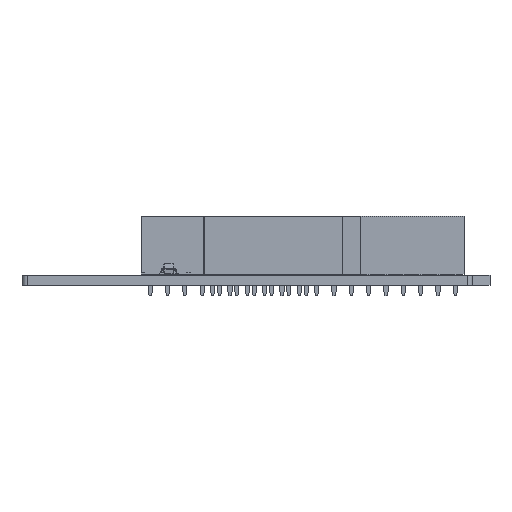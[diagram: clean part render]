
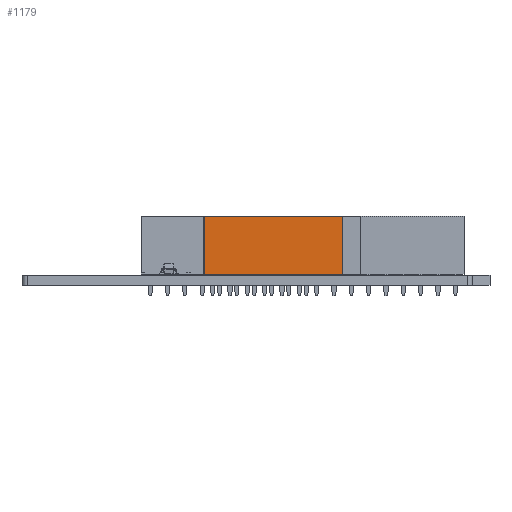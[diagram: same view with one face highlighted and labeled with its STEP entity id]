
A CAD part, front view. The second image highlights one B-rep face of the part: STEP entity #1179.
In plain terms, the highlighted face is planar.
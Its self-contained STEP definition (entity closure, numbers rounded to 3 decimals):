
#156 = VERTEX_POINT('',#157);
#157 = CARTESIAN_POINT('',(-1.27,-19.05,0.));
#165 = EDGE_CURVE('',#156,#166,#168,.T.);
#166 = VERTEX_POINT('',#167);
#167 = CARTESIAN_POINT('',(-1.27,-19.05,8.5));
#168 = LINE('',#169,#170);
#169 = CARTESIAN_POINT('',(-1.27,-19.05,0.));
#170 = VECTOR('',#171,1.);
#171 = DIRECTION('',(0.,0.,1.));
#228 = VERTEX_POINT('',#229);
#229 = CARTESIAN_POINT('',(-1.27,1.27,8.5));
#235 = EDGE_CURVE('',#236,#228,#238,.T.);
#236 = VERTEX_POINT('',#237);
#237 = CARTESIAN_POINT('',(-1.27,1.27,0.));
#238 = LINE('',#239,#240);
#239 = CARTESIAN_POINT('',(-1.27,1.27,0.));
#240 = VECTOR('',#241,1.);
#241 = DIRECTION('',(0.,0.,1.));
#300 = EDGE_CURVE('',#228,#166,#301,.T.);
#301 = LINE('',#302,#303);
#302 = CARTESIAN_POINT('',(-1.27,1.27,8.5));
#303 = VECTOR('',#304,1.);
#304 = DIRECTION('',(0.,-1.,0.));
#595 = EDGE_CURVE('',#236,#156,#596,.T.);
#596 = LINE('',#597,#598);
#597 = CARTESIAN_POINT('',(-1.27,1.27,0.));
#598 = VECTOR('',#599,1.);
#599 = DIRECTION('',(0.,-1.,0.));
#1179 = ADVANCED_FACE('',(#1180),#1186,.F.);
#1180 = FACE_BOUND('',#1181,.F.);
#1181 = EDGE_LOOP('',(#1182,#1183,#1184,#1185));
#1182 = ORIENTED_EDGE('',*,*,#235,.T.);
#1183 = ORIENTED_EDGE('',*,*,#300,.T.);
#1184 = ORIENTED_EDGE('',*,*,#165,.F.);
#1185 = ORIENTED_EDGE('',*,*,#595,.F.);
#1186 = PLANE('',#1187);
#1187 = AXIS2_PLACEMENT_3D('',#1188,#1189,#1190);
#1188 = CARTESIAN_POINT('',(-1.27,1.27,0.));
#1189 = DIRECTION('',(1.,0.,0.));
#1190 = DIRECTION('',(0.,-1.,0.));
